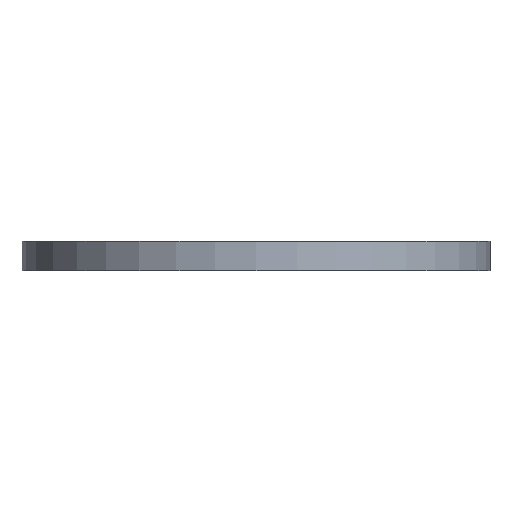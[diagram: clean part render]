
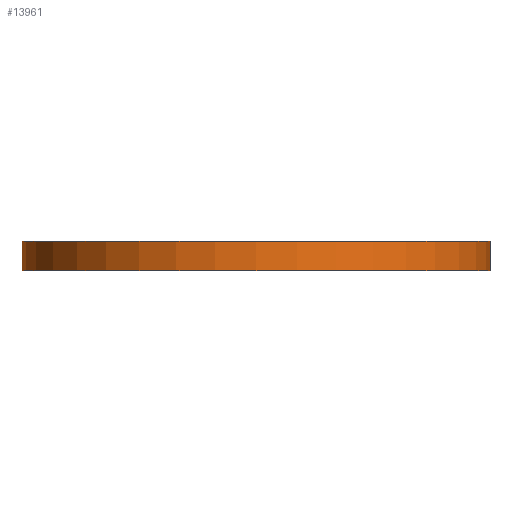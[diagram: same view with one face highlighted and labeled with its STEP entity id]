
A CAD part, front view. The second image highlights one B-rep face of the part: STEP entity #13961.
In plain terms, the highlighted cylindrical face has radius 87.376 mm (diameter 174.752 mm), a partial arc.
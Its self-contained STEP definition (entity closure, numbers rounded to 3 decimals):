
#11176=CARTESIAN_POINT(' ',(87.377,0.,-10.998));
#11177=VERTEX_POINT(' ',#11176);
#11181=CARTESIAN_POINT(' ',(-87.375,0.,-10.998));
#11182=VERTEX_POINT(' ',#11181);
#11196=CARTESIAN_POINT(' ',(0.001,0.,-10.998));
#11201=DIRECTION(' ',(0.,-0.,1.));
#11206=DIRECTION(' ',(-1.,0.,0.));
#11211=AXIS2_PLACEMENT_3D(' ',#11196,#11201,#11206);
#11216=CIRCLE('',#11211,87.376);
#11221=EDGE_CURVE(' ',#11182,#11177,#11216,.T.);
#13751=CARTESIAN_POINT(' ',(87.377,0.,-10.998));
#13756=DIRECTION(' ',(0.,0.,1.));
#13761=VECTOR(' ',#13756,1.);
#13766=LINE('',#13751,#13761);
#13771=CARTESIAN_POINT(' ',(87.377,0.,0.));
#13772=VERTEX_POINT(' ',#13771);
#13776=EDGE_CURVE(' ',#11177,#13772,#13766,.T.);
#13791=CARTESIAN_POINT(' ',(-87.375,0.,-10.998));
#13796=DIRECTION(' ',(0.,0.,1.));
#13801=VECTOR(' ',#13796,1.);
#13806=LINE('',#13791,#13801);
#13811=CARTESIAN_POINT(' ',(-87.375,0.,0.));
#13812=VERTEX_POINT(' ',#13811);
#13816=EDGE_CURVE(' ',#11182,#13812,#13806,.T.);
#13876=CARTESIAN_POINT(' ',(0.001,0.,-5.499));
#13881=DIRECTION(' ',(0.,0.,-1.));
#13886=DIRECTION(' ',(1.,0.,0.));
#13891=AXIS2_PLACEMENT_3D(' ',#13876,#13881,#13886);
#13896=CYLINDRICAL_SURFACE(' ',#13891,87.376);
#13901=ORIENTED_EDGE(' ',*,*,#13776,.T.);
#13906=CARTESIAN_POINT(' ',(0.001,0.,0.));
#13911=DIRECTION(' ',(0.,0.,-1.));
#13916=DIRECTION(' ',(1.,0.,0.));
#13921=AXIS2_PLACEMENT_3D(' ',#13906,#13911,#13916);
#13926=CIRCLE('',#13921,87.376);
#13931=EDGE_CURVE(' ',#13772,#13812,#13926,.T.);
#13936=ORIENTED_EDGE(' ',*,*,#13931,.T.);
#13941=ORIENTED_EDGE(' ',*,*,#13816,.F.);
#13946=ORIENTED_EDGE(' ',*,*,#11221,.T.);
#13951=EDGE_LOOP(' ',(#13901,#13936,#13941,#13946));
#13956=FACE_OUTER_BOUND(' ',#13951,.T.);
#13961=ADVANCED_FACE('',(#13956),#13896,.T.);
